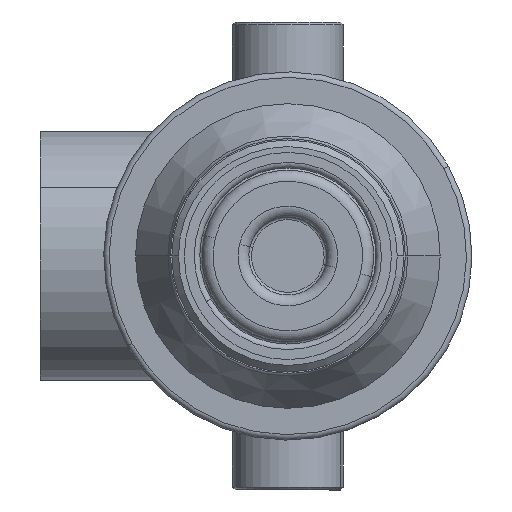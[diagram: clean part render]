
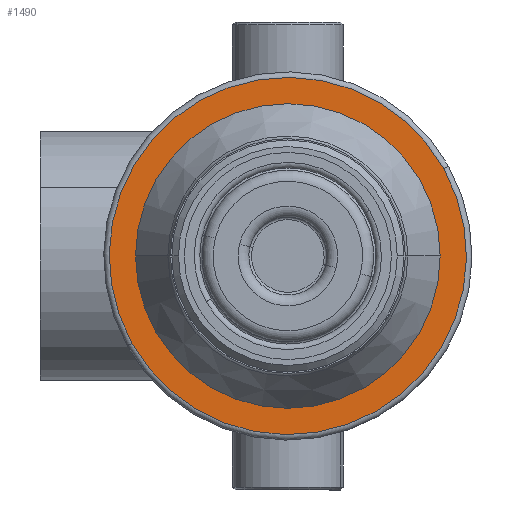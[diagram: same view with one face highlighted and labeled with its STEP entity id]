
A CAD part, front view. The second image highlights one B-rep face of the part: STEP entity #1490.
In plain terms, the highlighted planar face has unit normal (0, -1, 0).
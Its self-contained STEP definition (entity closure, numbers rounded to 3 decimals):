
#177 = DIRECTION ( 'NONE',  ( 0., 0., -1. ) ) ;
#360 = CARTESIAN_POINT ( 'NONE',  ( 0., 3., 0. ) ) ;
#1302 = VERTEX_POINT ( 'NONE', #9113 ) ;
#1490 = ADVANCED_FACE ( 'NONE', ( #4804, #8621 ), #11717, .T. ) ;
#3086 = EDGE_CURVE ( 'NONE', #8838, #7965, #12963, .T. ) ;
#3693 = DIRECTION ( 'NONE',  ( 0., -1., 0. ) ) ;
#3966 = ORIENTED_EDGE ( 'NONE', *, *, #3086, .T. ) ;
#4262 = AXIS2_PLACEMENT_3D ( 'NONE', #11419, #3693, #10361 ) ;
#4804 = FACE_OUTER_BOUND ( 'NONE', #12374, .T. ) ;
#5244 = CIRCLE ( 'NONE', #4262, 32.25 ) ;
#5810 = DIRECTION ( 'NONE',  ( 0., 0., -1. ) ) ;
#6363 = AXIS2_PLACEMENT_3D ( 'NONE', #12391, #9123, #177 ) ;
#7240 = ORIENTED_EDGE ( 'NONE', *, *, #11487, .F. ) ;
#7258 = AXIS2_PLACEMENT_3D ( 'NONE', #9387, #13936, #14114 ) ;
#7444 = ORIENTED_EDGE ( 'NONE', *, *, #12445, .T. ) ;
#7564 = CARTESIAN_POINT ( 'NONE',  ( 0., 3., 23.9 ) ) ;
#7566 = DIRECTION ( 'NONE',  ( 0., -1., 0. ) ) ;
#7617 = VERTEX_POINT ( 'NONE', #7564 ) ;
#7965 = VERTEX_POINT ( 'NONE', #10094 ) ;
#8359 = CIRCLE ( 'NONE', #13504, 23.9 ) ;
#8621 = FACE_BOUND ( 'NONE', #11851, .T. ) ;
#8838 = VERTEX_POINT ( 'NONE', #13412 ) ;
#9113 = CARTESIAN_POINT ( 'NONE',  ( 0., 3., -23.9 ) ) ;
#9123 = DIRECTION ( 'NONE',  ( 0., -1., 0. ) ) ;
#9387 = CARTESIAN_POINT ( 'NONE',  ( 23.9, 3., 0. ) ) ;
#10086 = ORIENTED_EDGE ( 'NONE', *, *, #12801, .F. ) ;
#10094 = CARTESIAN_POINT ( 'NONE',  ( 0., 3., 32.25 ) ) ;
#10361 = DIRECTION ( 'NONE',  ( 0., 0., -1. ) ) ;
#10682 = AXIS2_PLACEMENT_3D ( 'NONE', #360, #12477, #5810 ) ;
#11419 = CARTESIAN_POINT ( 'NONE',  ( 0., 3., 0. ) ) ;
#11487 = EDGE_CURVE ( 'NONE', #7617, #1302, #11858, .T. ) ;
#11717 = PLANE ( 'NONE',  #7258 ) ;
#11851 = EDGE_LOOP ( 'NONE', ( #10086, #7240 ) ) ;
#11858 = CIRCLE ( 'NONE', #6363, 23.9 ) ;
#11993 = CARTESIAN_POINT ( 'NONE',  ( 0., 3., 0. ) ) ;
#12374 = EDGE_LOOP ( 'NONE', ( #3966, #7444 ) ) ;
#12391 = CARTESIAN_POINT ( 'NONE',  ( 0., 3., 0. ) ) ;
#12445 = EDGE_CURVE ( 'NONE', #7965, #8838, #5244, .T. ) ;
#12477 = DIRECTION ( 'NONE',  ( 0., -1., 0. ) ) ;
#12801 = EDGE_CURVE ( 'NONE', #1302, #7617, #8359, .T. ) ;
#12963 = CIRCLE ( 'NONE', #10682, 32.25 ) ;
#12976 = DIRECTION ( 'NONE',  ( 0., 0., -1. ) ) ;
#13412 = CARTESIAN_POINT ( 'NONE',  ( 0., 3., -32.25 ) ) ;
#13504 = AXIS2_PLACEMENT_3D ( 'NONE', #11993, #7566, #12976 ) ;
#13936 = DIRECTION ( 'NONE',  ( 0., -1., 0. ) ) ;
#14114 = DIRECTION ( 'NONE',  ( 0., 0., -1. ) ) ;
